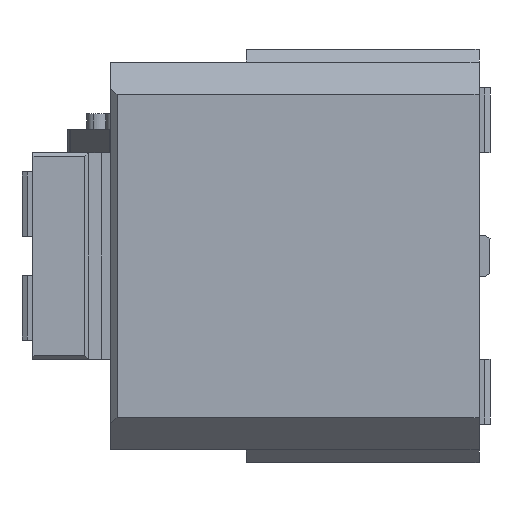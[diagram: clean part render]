
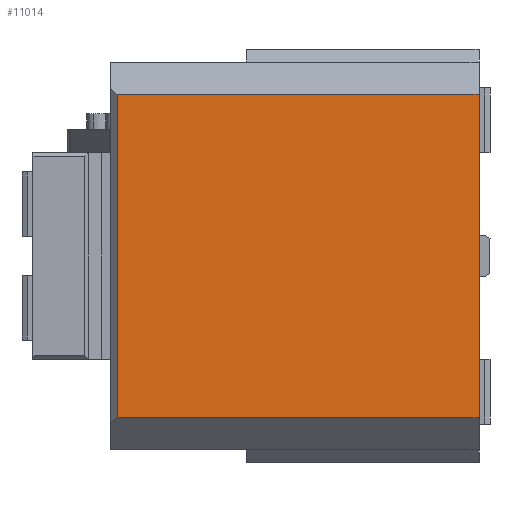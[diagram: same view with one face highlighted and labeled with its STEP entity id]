
A CAD part, left-side view. The second image highlights one B-rep face of the part: STEP entity #11014.
In plain terms, the highlighted planar face has unit normal (-1, 0, 0).
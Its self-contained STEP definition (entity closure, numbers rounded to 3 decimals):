
#9804=CARTESIAN_POINT('Vertex',(0.,0.,125.)) ;
#9807=CARTESIAN_POINT('Line Origine',(0.,0.,0.)) ;
#9811=CARTESIAN_POINT('Vertex',(0.,0.,-125.)) ;
#10964=CARTESIAN_POINT('Line Origine',(0.,140.,125.)) ;
#10968=CARTESIAN_POINT('Vertex',(0.,280.,125.)) ;
#10991=CARTESIAN_POINT('Axis2P3D Location',(0.,300.,-95.)) ;
#10996=CARTESIAN_POINT('Line Origine',(0.,280.,0.)) ;
#11000=CARTESIAN_POINT('Vertex',(0.,280.,-125.)) ;
#11003=CARTESIAN_POINT('Line Origine',(0.,140.,-125.)) ;
#9808=DIRECTION('Vector Direction',(0.,0.,-1.)) ;
#10965=DIRECTION('Vector Direction',(0.,-1.,0.)) ;
#10992=DIRECTION('Axis2P3D Direction',(1.,0.,0.)) ;
#10993=DIRECTION('Axis2P3D XDirection',(0.,0.,-1.)) ;
#10997=DIRECTION('Vector Direction',(0.,0.,-1.)) ;
#11004=DIRECTION('Vector Direction',(0.,-1.,0.)) ;
#10994=AXIS2_PLACEMENT_3D('Plane Axis2P3D',#10991,#10992,#10993) ;
#11009=ORIENTED_EDGE('',*,*,#11002,.T.) ;
#11010=ORIENTED_EDGE('',*,*,#11007,.T.) ;
#11011=ORIENTED_EDGE('',*,*,#9813,.F.) ;
#11012=ORIENTED_EDGE('',*,*,#10970,.F.) ;
#9809=VECTOR('Line Direction',#9808,1.) ;
#10966=VECTOR('Line Direction',#10965,1.) ;
#10998=VECTOR('Line Direction',#10997,1.) ;
#11005=VECTOR('Line Direction',#11004,1.) ;
#11014=ADVANCED_FACE('CAM HOLDER',(#11013),#10995,.F.) ;
#9813=EDGE_CURVE('',#9805,#9812,#9810,.T.) ;
#10970=EDGE_CURVE('',#10969,#9805,#10967,.T.) ;
#11002=EDGE_CURVE('',#10969,#11001,#10999,.T.) ;
#11007=EDGE_CURVE('',#11001,#9812,#11006,.T.) ;
#11008=EDGE_LOOP('',(#11009,#11010,#11011,#11012)) ;
#11013=FACE_OUTER_BOUND('',#11008,.T.) ;
#9810=LINE('Line',#9807,#9809) ;
#10967=LINE('Line',#10964,#10966) ;
#10999=LINE('Line',#10996,#10998) ;
#11006=LINE('Line',#11003,#11005) ;
#10995=PLANE('Plane',#10994) ;
#9805=VERTEX_POINT('',#9804) ;
#9812=VERTEX_POINT('',#9811) ;
#10969=VERTEX_POINT('',#10968) ;
#11001=VERTEX_POINT('',#11000) ;
